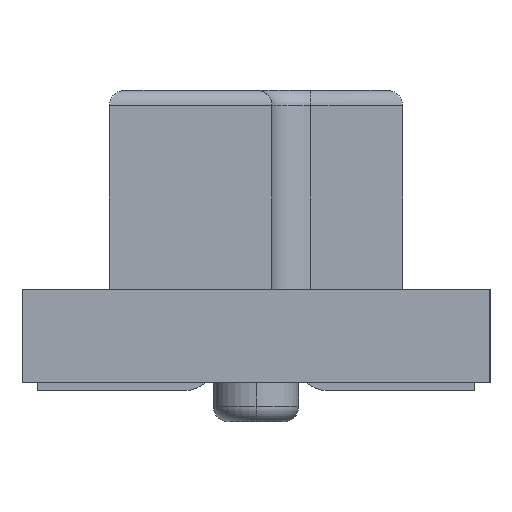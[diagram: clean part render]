
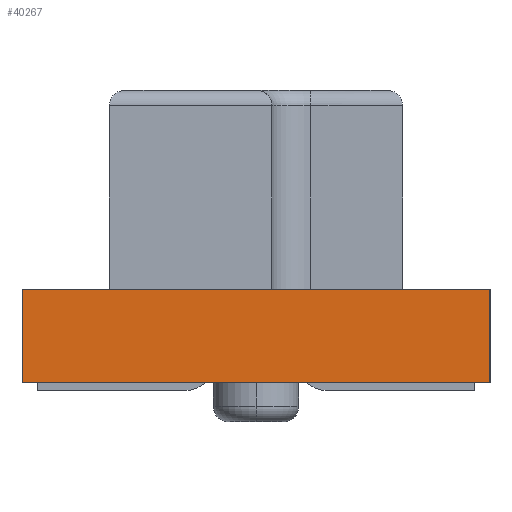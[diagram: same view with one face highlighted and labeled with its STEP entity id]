
A CAD part, left-side view. The second image highlights one B-rep face of the part: STEP entity #40267.
In plain terms, the highlighted planar face has unit normal (-1, 0, 0).
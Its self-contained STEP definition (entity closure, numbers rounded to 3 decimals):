
#26414=DIRECTION('',(0.,1.,0.));
#26415=VECTOR('',#26414,6.);
#26416=CARTESIAN_POINT('',(-10.9,-3.,0.));
#26417=LINE('',#26416,#26415);
#31373=DIRECTION('',(0.,0.,-1.));
#31374=VECTOR('',#31373,1.2);
#31375=CARTESIAN_POINT('',(-10.9,-3.,1.2));
#31376=LINE('',#31375,#31374);
#31381=DIRECTION('',(0.,1.,0.));
#31382=VECTOR('',#31381,6.);
#31383=CARTESIAN_POINT('',(-10.9,-3.,1.2));
#31384=LINE('',#31383,#31382);
#31385=DIRECTION('',(0.,0.,-1.));
#31386=VECTOR('',#31385,1.2);
#31387=CARTESIAN_POINT('',(-10.9,3.,1.2));
#31388=LINE('',#31387,#31386);
#31992=CARTESIAN_POINT('',(-10.9,-3.,0.));
#31993=VERTEX_POINT('',#31992);
#31994=CARTESIAN_POINT('',(-10.9,3.,0.));
#31995=VERTEX_POINT('',#31994);
#32918=CARTESIAN_POINT('',(-10.9,-3.,1.2));
#32919=CARTESIAN_POINT('',(-10.9,3.,1.2));
#32920=VERTEX_POINT('',#32918);
#32921=VERTEX_POINT('',#32919);
#40255=CARTESIAN_POINT('',(-10.9,-3.,0.));
#40256=DIRECTION('',(-1.,0.,0.));
#40257=DIRECTION('',(0.,0.,1.));
#40258=AXIS2_PLACEMENT_3D('',#40255,#40256,#40257);
#40259=PLANE('',#40258);
#40260=ORIENTED_EDGE('',*,*,#35669,.F.);
#40261=ORIENTED_EDGE('',*,*,#40249,.T.);
#40262=ORIENTED_EDGE('',*,*,#33965,.T.);
#40264=ORIENTED_EDGE('',*,*,#40263,.F.);
#40265=EDGE_LOOP('',(#40260,#40261,#40262,#40264));
#40266=FACE_OUTER_BOUND('',#40265,.F.);
#40267=ADVANCED_FACE('',(#40266),#40259,.T.);
#33965=EDGE_CURVE('',#31993,#31995,#26417,.T.);
#35669=EDGE_CURVE('',#32920,#32921,#31384,.T.);
#40249=EDGE_CURVE('',#32920,#31993,#31376,.T.);
#40263=EDGE_CURVE('',#32921,#31995,#31388,.T.);
